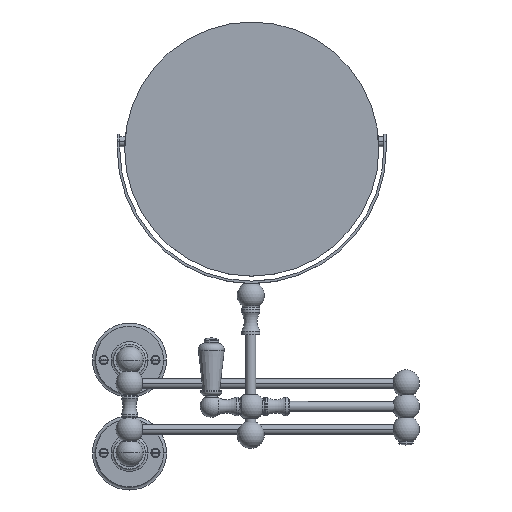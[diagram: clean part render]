
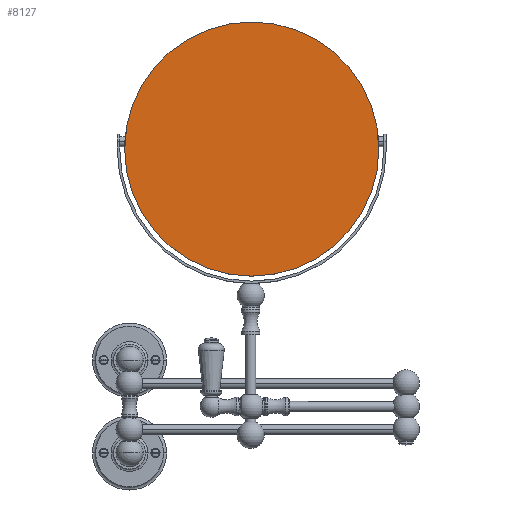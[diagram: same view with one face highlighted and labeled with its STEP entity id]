
A CAD part, top view. The second image highlights one B-rep face of the part: STEP entity #8127.
In plain terms, the highlighted planar face has unit normal (0, 0, 1).
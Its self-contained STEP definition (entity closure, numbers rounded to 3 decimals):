
#7764=CARTESIAN_POINT('',(0.833,108.,9.));
#7765=DIRECTION('',(0.,0.,1.));
#7766=DIRECTION('',(1.,0.,0.));
#7767=AXIS2_PLACEMENT_3D('',#7764,#7765,#7766);
#7769=CARTESIAN_POINT('',(0.833,108.,9.));
#7770=DIRECTION('',(0.,0.,1.));
#7771=DIRECTION('',(-1.,0.,0.));
#7772=AXIS2_PLACEMENT_3D('',#7769,#7770,#7771);
#7818=CARTESIAN_POINT('',(103.833,108.,9.));
#7819=CARTESIAN_POINT('',(-102.167,108.,9.));
#7820=VERTEX_POINT('',#7818);
#7821=VERTEX_POINT('',#7819);
#8118=CARTESIAN_POINT('',(0.,0.,9.));
#8119=DIRECTION('',(0.,0.,1.));
#8120=DIRECTION('',(1.,0.,0.));
#8121=AXIS2_PLACEMENT_3D('',#8118,#8119,#8120);
#8122=PLANE('',#8121);
#8123=ORIENTED_EDGE('',*,*,#8077,.F.);
#8124=ORIENTED_EDGE('',*,*,#8112,.F.);
#8125=EDGE_LOOP('',(#8123,#8124));
#8126=FACE_OUTER_BOUND('',#8125,.F.);
#8127=ADVANCED_FACE('',(#8126),#8122,.T.);
#7768=CIRCLE('',#7767,103.);
#7773=CIRCLE('',#7772,103.);
#8077=EDGE_CURVE('',#7820,#7821,#7768,.T.);
#8112=EDGE_CURVE('',#7821,#7820,#7773,.T.);
